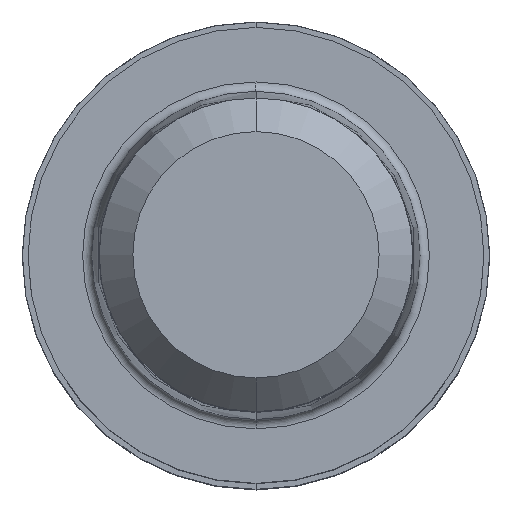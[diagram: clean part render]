
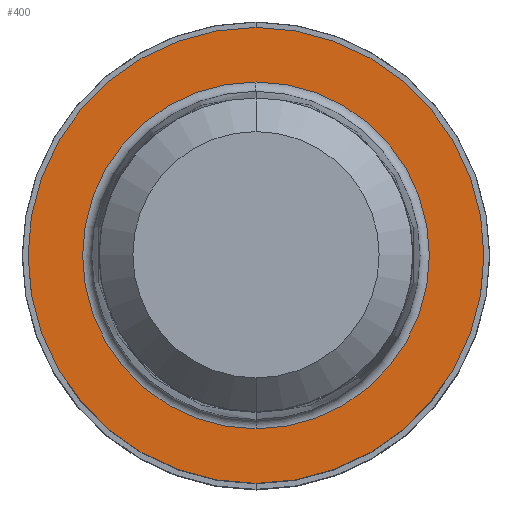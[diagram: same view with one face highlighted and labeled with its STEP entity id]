
A CAD part, top view. The second image highlights one B-rep face of the part: STEP entity #400.
In plain terms, the highlighted planar face has unit normal (0, 0, 1).
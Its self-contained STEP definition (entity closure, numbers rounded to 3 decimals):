
#190=VERTEX_POINT('',#482);
#276=EDGE_CURVE('',#374,#280,#579,.T.);
#280=VERTEX_POINT('',#583);
#374=VERTEX_POINT('',#693);
#400=ADVANCED_FACE('',(#722,#723),#724,.T.);
#406=VERTEX_POINT('',#730);
#414=EDGE_CURVE('',#406,#190,#738,.T.);
#426=EDGE_CURVE('',#280,#374,#753,.T.);
#434=EDGE_CURVE('',#190,#406,#761,.T.);
#482=CARTESIAN_POINT('',(0.,-5.85,0.01));
#579=CIRCLE('',#929,4.45);
#583=CARTESIAN_POINT('',(0.,-4.45,0.01));
#693=CARTESIAN_POINT('',(0.0,4.45,0.01));
#722=FACE_OUTER_BOUND('',#1106,.T.);
#723=FACE_BOUND('',#1107,.T.);
#724=PLANE('',#1108);
#730=CARTESIAN_POINT('',(0.0,5.85,0.01));
#738=CIRCLE('',#1127,5.85);
#753=CIRCLE('',#1147,4.45);
#761=CIRCLE('',#1159,5.85);
#929=AXIS2_PLACEMENT_3D('',#1323,#1324,#1325);
#1106=EDGE_LOOP('',(#1505,#1506));
#1107=EDGE_LOOP('',(#1507,#1508));
#1108=AXIS2_PLACEMENT_3D('',#1509,#1510,#1511);
#1127=AXIS2_PLACEMENT_3D('',#1524,#1525,#1526);
#1147=AXIS2_PLACEMENT_3D('',#1550,#1551,#1552);
#1159=AXIS2_PLACEMENT_3D('',#1562,#1563,#1564);
#1323=CARTESIAN_POINT('',(0.0,0.0,0.01));
#1324=DIRECTION('',(0.0,0.0,-1.0));
#1325=DIRECTION('',(0.0,1.0,0.0));
#1505=ORIENTED_EDGE('',*,*,#414,.F.);
#1506=ORIENTED_EDGE('',*,*,#434,.F.);
#1507=ORIENTED_EDGE('',*,*,#276,.T.);
#1508=ORIENTED_EDGE('',*,*,#426,.T.);
#1509=CARTESIAN_POINT('',(0.0,2.925,0.01));
#1510=DIRECTION('',(-0.0,0.0,1.0));
#1511=DIRECTION('',(0.0,-1.0,0.0));
#1524=CARTESIAN_POINT('',(0.0,0.0,0.01));
#1525=DIRECTION('',(0.0,0.0,-1.0));
#1526=DIRECTION('',(0.0,1.0,0.0));
#1550=CARTESIAN_POINT('',(0.0,0.0,0.01));
#1551=DIRECTION('',(0.0,0.0,-1.0));
#1552=DIRECTION('',(0.0,1.0,0.0));
#1562=CARTESIAN_POINT('',(0.0,0.0,0.01));
#1563=DIRECTION('',(0.0,0.0,-1.0));
#1564=DIRECTION('',(0.0,1.0,0.0));
